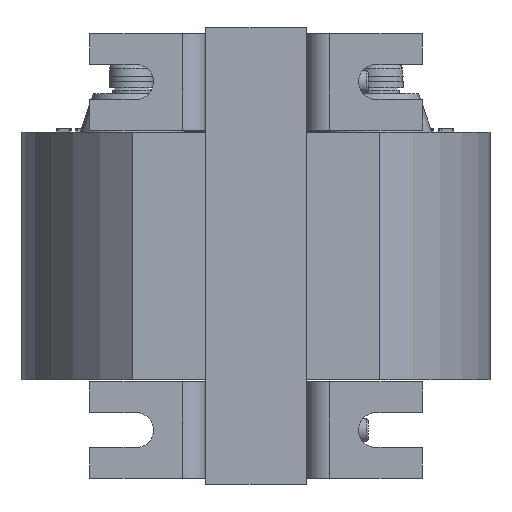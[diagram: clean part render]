
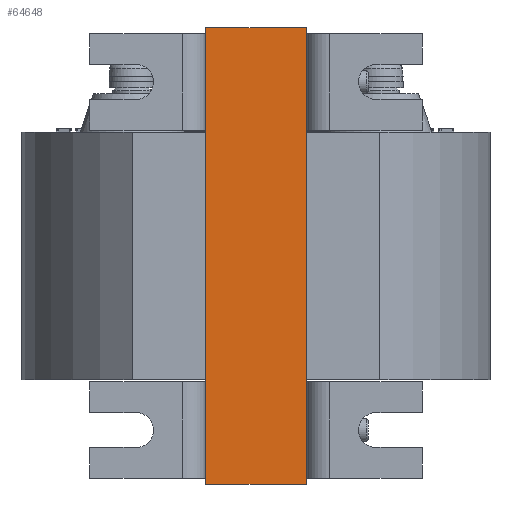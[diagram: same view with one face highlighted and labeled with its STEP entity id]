
A CAD part, front view. The second image highlights one B-rep face of the part: STEP entity #64648.
In plain terms, the highlighted planar face has unit normal (0, -1, 0).
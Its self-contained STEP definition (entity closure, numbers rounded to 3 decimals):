
#3835 = CARTESIAN_POINT ( 'NONE',  ( -59., -25.5, 13. ) ) ;
#4163 = EDGE_CURVE ( 'NONE', #141580, #47881, #139684, .T. ) ;
#10035 = DIRECTION ( 'NONE',  ( 0., 1., 0. ) ) ;
#23426 = DIRECTION ( 'NONE',  ( 0., 0., -1. ) ) ;
#38165 = CARTESIAN_POINT ( 'NONE',  ( 59., -25.5, 13. ) ) ;
#42518 = CARTESIAN_POINT ( 'NONE',  ( 59., -25.5, 13. ) ) ;
#42805 = FACE_OUTER_BOUND ( 'NONE', #69862, .T. ) ;
#47881 = VERTEX_POINT ( 'NONE', #84111 ) ;
#51890 = PLANE ( 'NONE',  #57064 ) ;
#55012 = CARTESIAN_POINT ( 'NONE',  ( 59., -25.5, -13. ) ) ;
#57064 = AXIS2_PLACEMENT_3D ( 'NONE', #38165, #10035, #147712 ) ;
#61311 = LINE ( 'NONE', #42518, #97876 ) ;
#62811 = LINE ( 'NONE', #118494, #131440 ) ;
#64648 = ADVANCED_FACE ( 'NONE', ( #42805 ), #51890, .F. ) ;
#69862 = EDGE_LOOP ( 'NONE', ( #130910, #163008, #100817, #122394 ) ) ;
#73792 = LINE ( 'NONE', #112683, #105944 ) ;
#77237 = DIRECTION ( 'NONE',  ( 1., 0., 0. ) ) ;
#77906 = EDGE_CURVE ( 'NONE', #47881, #111335, #62811, .T. ) ;
#81116 = EDGE_CURVE ( 'NONE', #169172, #111335, #61311, .T. ) ;
#84111 = CARTESIAN_POINT ( 'NONE',  ( -59., -25.5, -13. ) ) ;
#92019 = CARTESIAN_POINT ( 'NONE',  ( 59., -25.5, 13. ) ) ;
#97876 = VECTOR ( 'NONE', #124628, 1000. ) ;
#98134 = CARTESIAN_POINT ( 'NONE',  ( -59., -25.5, 13. ) ) ;
#100817 = ORIENTED_EDGE ( 'NONE', *, *, #149971, .F. ) ;
#105944 = VECTOR ( 'NONE', #169430, 1000. ) ;
#111335 = VERTEX_POINT ( 'NONE', #55012 ) ;
#112683 = CARTESIAN_POINT ( 'NONE',  ( 59., -25.5, 13. ) ) ;
#118494 = CARTESIAN_POINT ( 'NONE',  ( 59., -25.5, -13. ) ) ;
#122394 = ORIENTED_EDGE ( 'NONE', *, *, #4163, .T. ) ;
#124628 = DIRECTION ( 'NONE',  ( 0., 0., -1. ) ) ;
#130910 = ORIENTED_EDGE ( 'NONE', *, *, #77906, .T. ) ;
#131440 = VECTOR ( 'NONE', #77237, 1000. ) ;
#139684 = LINE ( 'NONE', #3835, #176152 ) ;
#141580 = VERTEX_POINT ( 'NONE', #98134 ) ;
#147712 = DIRECTION ( 'NONE',  ( 0., 0., 1. ) ) ;
#149971 = EDGE_CURVE ( 'NONE', #141580, #169172, #73792, .T. ) ;
#163008 = ORIENTED_EDGE ( 'NONE', *, *, #81116, .F. ) ;
#169172 = VERTEX_POINT ( 'NONE', #92019 ) ;
#169430 = DIRECTION ( 'NONE',  ( 1., 0., 0. ) ) ;
#176152 = VECTOR ( 'NONE', #23426, 1000. ) ;
